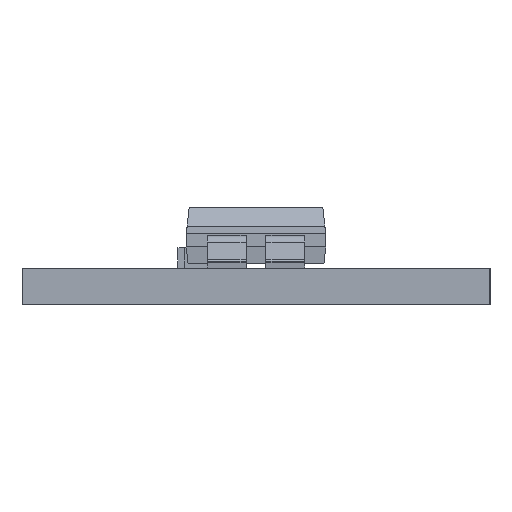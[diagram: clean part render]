
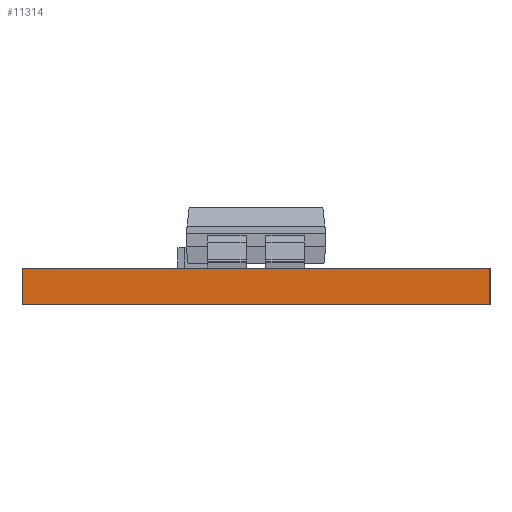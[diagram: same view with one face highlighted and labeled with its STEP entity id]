
A CAD part, left-side view. The second image highlights one B-rep face of the part: STEP entity #11314.
In plain terms, the highlighted planar face has unit normal (-1, 0, 0).
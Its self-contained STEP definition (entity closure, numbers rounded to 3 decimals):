
#840 = FACE_OUTER_BOUND ( 'NONE', #14690, .T. ) ;
#1170 = EDGE_CURVE ( 'NONE', #18139, #22636, #14176, .T. ) ;
#2006 = DIRECTION ( 'NONE',  ( 0., -1., 0. ) ) ;
#3192 = DIRECTION ( 'NONE',  ( 0., -1., 0. ) ) ;
#4222 = VERTEX_POINT ( 'NONE', #28671 ) ;
#5056 = CARTESIAN_POINT ( 'NONE',  ( 0., 20.32, 1.575 ) ) ;
#5214 = DIRECTION ( 'NONE',  ( 0., 0., -1. ) ) ;
#6714 = VECTOR ( 'NONE', #3192, 1000. ) ;
#7718 = ORIENTED_EDGE ( 'NONE', *, *, #28296, .F. ) ;
#8212 = PLANE ( 'NONE',  #18916 ) ;
#10443 = VECTOR ( 'NONE', #5214, 1000. ) ;
#10588 = DIRECTION ( 'NONE',  ( 0., 0., -1. ) ) ;
#10803 = LINE ( 'NONE', #29926, #10443 ) ;
#10804 = ORIENTED_EDGE ( 'NONE', *, *, #1170, .F. ) ;
#11314 = ADVANCED_FACE ( 'NONE', ( #840 ), #8212, .F. ) ;
#11672 = VECTOR ( 'NONE', #10588, 1000. ) ;
#12073 = EDGE_CURVE ( 'NONE', #18139, #4222, #10803, .T. ) ;
#14176 = LINE ( 'NONE', #23900, #25622 ) ;
#14690 = EDGE_LOOP ( 'NONE', ( #28243, #7718, #10804, #15786 ) ) ;
#14778 = EDGE_CURVE ( 'NONE', #4222, #26982, #29991, .T. ) ;
#15786 = ORIENTED_EDGE ( 'NONE', *, *, #12073, .T. ) ;
#17413 = CARTESIAN_POINT ( 'NONE',  ( 0., 0., 1.575 ) ) ;
#18055 = DIRECTION ( 'NONE',  ( 1., 0., 0. ) ) ;
#18139 = VERTEX_POINT ( 'NONE', #5056 ) ;
#18916 = AXIS2_PLACEMENT_3D ( 'NONE', #20611, #18055, #23189 ) ;
#20611 = CARTESIAN_POINT ( 'NONE',  ( 0., 0., 1.575 ) ) ;
#22636 = VERTEX_POINT ( 'NONE', #17413 ) ;
#23189 = DIRECTION ( 'NONE',  ( 0., 0., -1. ) ) ;
#23900 = CARTESIAN_POINT ( 'NONE',  ( 0., 0., 1.575 ) ) ;
#24205 = CARTESIAN_POINT ( 'NONE',  ( 0., 0., 0. ) ) ;
#25622 = VECTOR ( 'NONE', #2006, 1000. ) ;
#26982 = VERTEX_POINT ( 'NONE', #24205 ) ;
#27477 = CARTESIAN_POINT ( 'NONE',  ( 0., 0., 1.575 ) ) ;
#27913 = CARTESIAN_POINT ( 'NONE',  ( 0., 0., 0. ) ) ;
#28243 = ORIENTED_EDGE ( 'NONE', *, *, #14778, .T. ) ;
#28296 = EDGE_CURVE ( 'NONE', #22636, #26982, #29872, .T. ) ;
#28671 = CARTESIAN_POINT ( 'NONE',  ( 0., 20.32, 0. ) ) ;
#29872 = LINE ( 'NONE', #27477, #11672 ) ;
#29926 = CARTESIAN_POINT ( 'NONE',  ( 0., 20.32, 1.575 ) ) ;
#29991 = LINE ( 'NONE', #27913, #6714 ) ;
